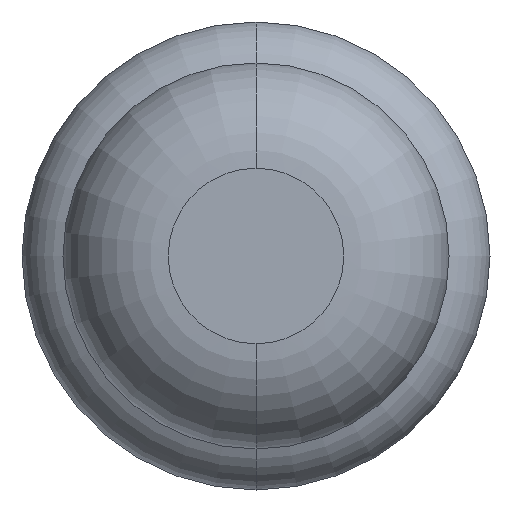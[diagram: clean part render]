
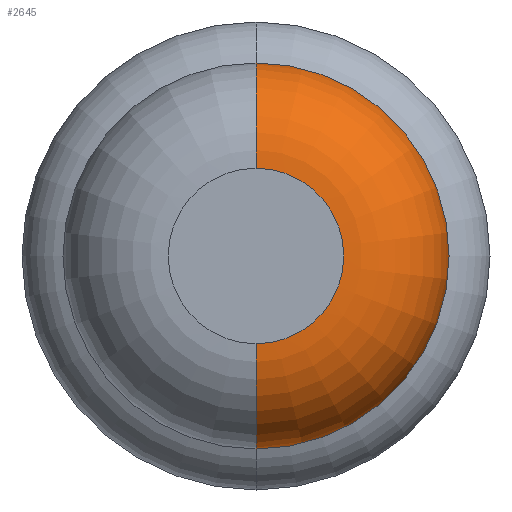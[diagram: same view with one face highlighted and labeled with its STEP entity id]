
A CAD part, front view. The second image highlights one B-rep face of the part: STEP entity #2645.
In plain terms, the highlighted toroidal (fillet/blend) face has major radius 0.375 mm and minor radius 0.45 mm.
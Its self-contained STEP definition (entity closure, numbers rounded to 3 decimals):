
#20 = EDGE_CURVE ( 'Defeature ausgef�hrt2_8+Defeature ausgef�hrt2_7+Defeature ausgef�hrt2_7+Defeature ausgef�hrt2_7', #2516, #2348, #1481, .T. ) ;
#216 = CARTESIAN_POINT ( 'NONE',  ( 0., -25.55, 0. ) ) ;
#390 = AXIS2_PLACEMENT_3D ( 'NONE', #4372, #3698, #2597 ) ;
#423 = CARTESIAN_POINT ( 'NONE',  ( 0., -26., 0.375 ) ) ;
#699 = CARTESIAN_POINT ( 'NONE',  ( 0., -25.55, -0.375 ) ) ;
#914 = DIRECTION ( 'NONE',  ( 0., 0., 1. ) ) ;
#1129 = ORIENTED_EDGE ( 'NONE', *, *, #2783, .T. ) ;
#1196 = TOROIDAL_SURFACE ( 'NONE', #2787, 0.375, 0.45 ) ;
#1257 = AXIS2_PLACEMENT_3D ( 'NONE', #699, #3196, #3917 ) ;
#1354 = EDGE_CURVE ( 'NONE', #2516, #3319, #2760, .T. ) ;
#1481 = CIRCLE ( 'NONE', #2919, 0.375 ) ;
#1815 = CARTESIAN_POINT ( 'NONE',  ( 0., -26., -0.375 ) ) ;
#2148 = AXIS2_PLACEMENT_3D ( 'NONE', #3519, #4245, #3833 ) ;
#2204 = ORIENTED_EDGE ( 'NONE', *, *, #2220, .F. ) ;
#2220 = EDGE_CURVE ( 'Defeature ausgef�hrt2_9+Defeature ausgef�hrt2_8+Defeature ausgef�hrt2_8+Defeature ausgef�hrt2_8', #3319, #2261, #4172, .T. ) ;
#2261 = VERTEX_POINT ( 'NONE', #3873 ) ;
#2271 = FACE_OUTER_BOUND ( 'NONE', #3222, .T. ) ;
#2318 = ORIENTED_EDGE ( 'NONE', *, *, #20, .T. ) ;
#2348 = VERTEX_POINT ( 'NONE', #1815 ) ;
#2516 = VERTEX_POINT ( 'NONE', #423 ) ;
#2597 = DIRECTION ( 'NONE',  ( 0., 0., 1. ) ) ;
#2645 = ADVANCED_FACE ( 'Defeature ausgef�hrt2_8', ( #2271 ), #1196, .T. ) ;
#2720 = DIRECTION ( 'NONE',  ( 0., 1., 0. ) ) ;
#2760 = CIRCLE ( 'NONE', #390, 0.45 ) ;
#2783 = EDGE_CURVE ( 'NONE', #2348, #2261, #4552, .T. ) ;
#2787 = AXIS2_PLACEMENT_3D ( 'NONE', #216, #2720, #914 ) ;
#2919 = AXIS2_PLACEMENT_3D ( 'NONE', #3414, #3764, #3786 ) ;
#3196 = DIRECTION ( 'NONE',  ( 1., 0., 0. ) ) ;
#3222 = EDGE_LOOP ( 'NONE', ( #2318, #1129, #2204, #3844 ) ) ;
#3265 = CARTESIAN_POINT ( 'NONE',  ( 0., -25.55, 0.825 ) ) ;
#3319 = VERTEX_POINT ( 'NONE', #3265 ) ;
#3414 = CARTESIAN_POINT ( 'NONE',  ( 0., -26., 0. ) ) ;
#3519 = CARTESIAN_POINT ( 'NONE',  ( 0., -25.55, 0. ) ) ;
#3698 = DIRECTION ( 'NONE',  ( -1., 0., 0. ) ) ;
#3764 = DIRECTION ( 'NONE',  ( 0., 1., 0. ) ) ;
#3786 = DIRECTION ( 'NONE',  ( 0., 0., 1. ) ) ;
#3833 = DIRECTION ( 'NONE',  ( 0., 0., 1. ) ) ;
#3844 = ORIENTED_EDGE ( 'NONE', *, *, #1354, .F. ) ;
#3873 = CARTESIAN_POINT ( 'NONE',  ( 0., -25.55, -0.825 ) ) ;
#3917 = DIRECTION ( 'NONE',  ( 0., 0., -1. ) ) ;
#4172 = CIRCLE ( 'NONE', #2148, 0.825 ) ;
#4245 = DIRECTION ( 'NONE',  ( 0., 1., 0. ) ) ;
#4372 = CARTESIAN_POINT ( 'NONE',  ( 0., -25.55, 0.375 ) ) ;
#4552 = CIRCLE ( 'NONE', #1257, 0.45 ) ;
